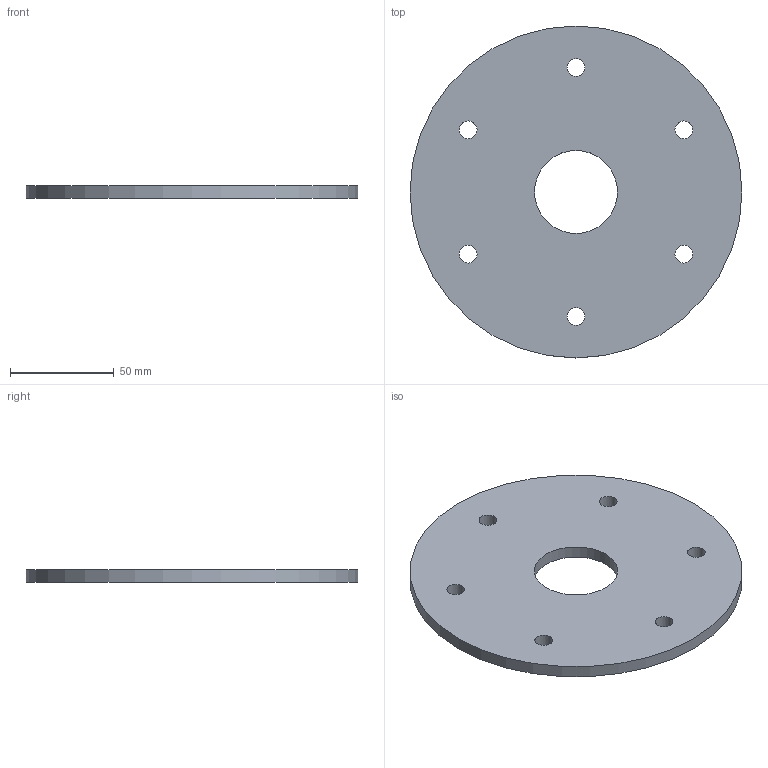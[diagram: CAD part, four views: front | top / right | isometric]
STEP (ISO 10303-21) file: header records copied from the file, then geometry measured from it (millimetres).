
FILE_DESCRIPTION(/* description */ ('STEP AP214'),/* implementation_level */ '2;1');
FILE_NAME(/* name */ '68c034f9da1a03394fc13895',/* time_stamp */ '2025-09-09T14:08:58Z',/* author */ (''),/* organization */ (''),/* preprocessor_version */ 'ST-DEVELOPER v20',/* originating_system */ 'ONSHAPE BY PTC INC, 1.203',/* authorisation */ ' ');
FILE_SCHEMA (('AUTOMOTIVE_DESIGN {1 0 10303 214 3 1 1}'));
Length unit declared in the file: metre
Products named in the file (1): Part 1
Bounding box: 160 x 160 x 6 mm (x, y, z)
Volume: 111054.5 mm3; surface area: 41749.4 mm2
Topology: 1 solids, 1 shells, 10 faces, 30 edges, 22 vertices
Faces by surface type: cylinder 8, plane 2
Full cylindrical faces by diameter (mm): 8.5 x6, 40 x1, 160 x1
Entity records: 322 total; most frequent: DIRECTION 54, CARTESIAN_POINT 43, ORIENTED_EDGE 32, EDGE_LOOP 32, FACE_BOUND 32, AXIS2_PLACEMENT_3D 27, EDGE_CURVE 16, VERTEX_POINT 16
